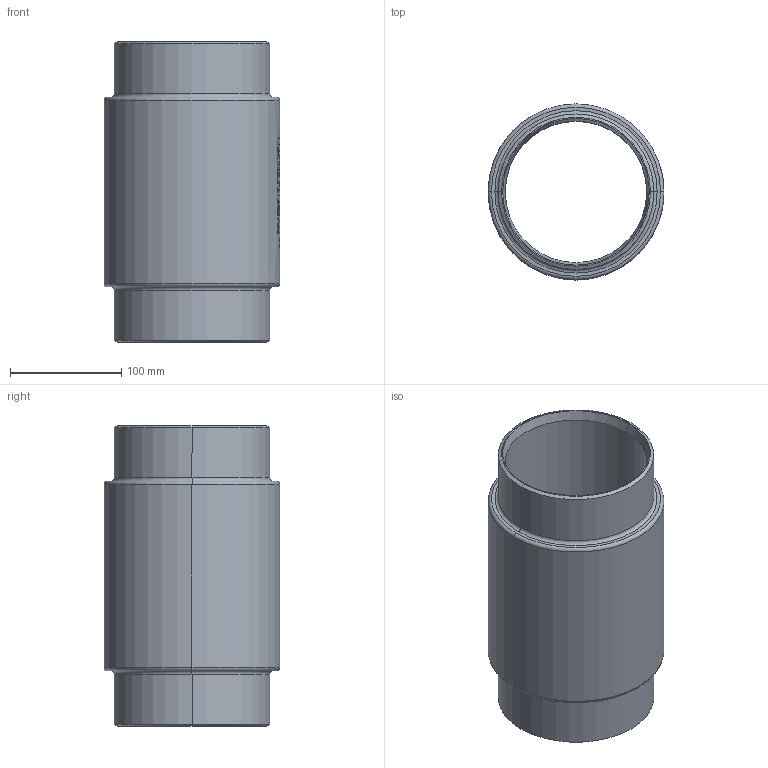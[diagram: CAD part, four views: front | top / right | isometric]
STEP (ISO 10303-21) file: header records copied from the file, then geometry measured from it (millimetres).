
FILE_DESCRIPTION (( 'STEP AP214' ), '1' );
FILE_NAME ('7110000_DN125_ PN06_51420122.STEP', '2022-03-09T07:39:58', ( 'axxx' ), ( 'Hewlett-Packard Company' ), 'SwSTEP 2.0', 'SolidWorks 2019', '' );
FILE_SCHEMA (( 'AUTOMOTIVE_DESIGN' ));
Length unit declared in the file: millimetre
Products named in the file (1): 7110000_DN125_ PN06_51420122
Bounding box: 157.9 x 157.9 x 270 mm (x, y, z)
Volume: 1423632.8 mm3; surface area: 250084.6 mm2
Topology: 1 solids, 1 shells, 500 faces, 1292 edges, 856 vertices
Faces by surface type: plane 253, bspline 205, cylinder 26, torus 8, cone 8
Entity records: 27655 total; most frequent: CARTESIAN_POINT 16853, ORIENTED_EDGE 2584, DIRECTION 1530, EDGE_CURVE 1292, VERTEX_POINT 856, VECTOR 730, LINE 730, EDGE_LOOP 564
